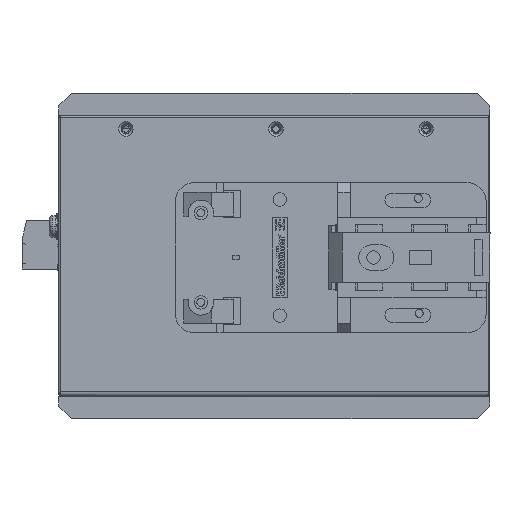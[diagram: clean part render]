
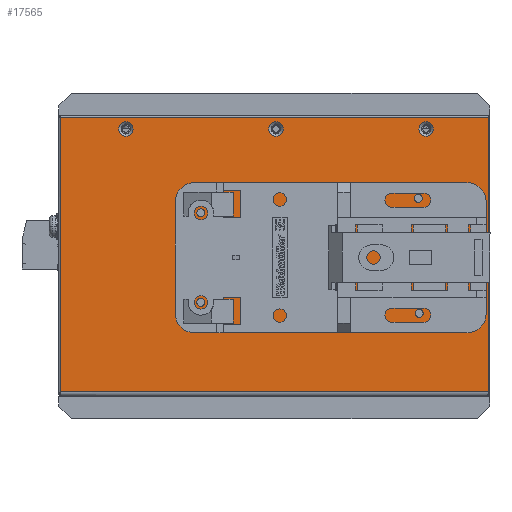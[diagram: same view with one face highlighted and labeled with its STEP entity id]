
A CAD part, front view. The second image highlights one B-rep face of the part: STEP entity #17565.
In plain terms, the highlighted planar face has unit normal (0, -1, 0).
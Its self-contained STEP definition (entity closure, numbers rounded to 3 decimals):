
#14749=DIRECTION('',(-1.,0.,0.));
#14750=VECTOR('',#14749,134.);
#14751=CARTESIAN_POINT('',(66.578,-98.215,87.5));
#14752=LINE('',#14751,#14750);
#14772=DIRECTION('',(0.,0.,1.));
#14773=VECTOR('',#14772,86.);
#14774=CARTESIAN_POINT('',(66.578,-98.215,1.5));
#14775=LINE('',#14774,#14773);
#15359=DIRECTION('',(1.,0.,0.));
#15360=VECTOR('',#15359,134.);
#15361=CARTESIAN_POINT('',(-67.422,-98.215,1.5));
#15362=LINE('',#15361,#15360);
#15363=CARTESIAN_POINT('',(66.578,-98.215,1.5));
#15397=CARTESIAN_POINT('',(44.624,-98.215,
62.029));
#15398=DIRECTION('',(0.,-1.,0.));
#15399=DIRECTION('',(0.,0.,-1.));
#15400=AXIS2_PLACEMENT_3D('',#15397,#15398,#15399);
#15402=CARTESIAN_POINT('',(44.624,-98.215,
62.029));
#15403=DIRECTION('',(0.,-1.,0.));
#15404=DIRECTION('',(0.,0.,1.));
#15405=AXIS2_PLACEMENT_3D('',#15402,#15403,#15404);
#15407=CARTESIAN_POINT('',(44.878,-98.215,
26.03));
#15408=DIRECTION('',(0.,-1.,0.));
#15409=DIRECTION('',(0.,0.,-1.));
#15410=AXIS2_PLACEMENT_3D('',#15407,#15408,#15409);
#15412=CARTESIAN_POINT('',(44.878,-98.215,
26.03));
#15413=DIRECTION('',(0.,-1.,0.));
#15414=DIRECTION('',(0.,0.,1.));
#15415=AXIS2_PLACEMENT_3D('',#15412,#15413,#15414);
#15417=CARTESIAN_POINT('',(-23.42,-98.215,57.5));
#15418=DIRECTION('',(0.,-1.,0.));
#15419=DIRECTION('',(0.,0.,-1.));
#15420=AXIS2_PLACEMENT_3D('',#15417,#15418,#15419);
#15422=CARTESIAN_POINT('',(-23.42,-98.215,57.5));
#15423=DIRECTION('',(0.,-1.,0.));
#15424=DIRECTION('',(0.,0.,1.));
#15425=AXIS2_PLACEMENT_3D('',#15422,#15423,#15424);
#15427=CARTESIAN_POINT('',(-23.42,-98.215,29.5));
#15428=DIRECTION('',(0.,-1.,0.));
#15429=DIRECTION('',(0.,0.,-1.));
#15430=AXIS2_PLACEMENT_3D('',#15427,#15428,#15429);
#15432=CARTESIAN_POINT('',(-23.42,-98.215,29.5));
#15433=DIRECTION('',(0.,-1.,0.));
#15434=DIRECTION('',(0.,0.,1.));
#15435=AXIS2_PLACEMENT_3D('',#15432,#15433,#15434);
#15437=CARTESIAN_POINT('',(47.085,-98.215,83.75));
#15438=DIRECTION('',(0.,-1.,0.));
#15439=DIRECTION('',(0.,0.,-1.));
#15440=AXIS2_PLACEMENT_3D('',#15437,#15438,#15439);
#15442=CARTESIAN_POINT('',(47.085,-98.215,83.75));
#15443=DIRECTION('',(0.,-1.,0.));
#15444=DIRECTION('',(0.,0.,1.));
#15445=AXIS2_PLACEMENT_3D('',#15442,#15443,#15444);
#15447=CARTESIAN_POINT('',(-46.915,-98.215,83.75));
#15448=DIRECTION('',(0.,-1.,0.));
#15449=DIRECTION('',(0.,0.,-1.));
#15450=AXIS2_PLACEMENT_3D('',#15447,#15448,#15449);
#15452=CARTESIAN_POINT('',(-46.915,-98.215,83.75));
#15453=DIRECTION('',(0.,-1.,0.));
#15454=DIRECTION('',(0.,0.,1.));
#15455=AXIS2_PLACEMENT_3D('',#15452,#15453,#15454);
#15457=CARTESIAN_POINT('',(0.085,-98.215,83.75));
#15458=DIRECTION('',(0.,-1.,0.));
#15459=DIRECTION('',(0.,0.,-1.));
#15460=AXIS2_PLACEMENT_3D('',#15457,#15458,#15459);
#15462=CARTESIAN_POINT('',(0.085,-98.215,83.75));
#15463=DIRECTION('',(0.,-1.,0.));
#15464=DIRECTION('',(0.,0.,1.));
#15465=AXIS2_PLACEMENT_3D('',#15462,#15463,#15464);
#15471=DIRECTION('',(0.,0.,-1.));
#15472=VECTOR('',#15471,86.);
#15473=CARTESIAN_POINT('',(-67.422,-98.215,87.5));
#15474=LINE('',#15473,#15472);
#16115=CARTESIAN_POINT('',(44.878,-98.215,
24.78));
#16116=VERTEX_POINT('',#16115);
#16117=CARTESIAN_POINT('',(44.878,-98.215,
27.28));
#16118=VERTEX_POINT('',#16117);
#16159=CARTESIAN_POINT('',(66.578,-98.215,87.5));
#16160=VERTEX_POINT('',#16159);
#16161=CARTESIAN_POINT('',(-67.422,-98.215,87.5));
#16162=VERTEX_POINT('',#16161);
#16167=VERTEX_POINT('',#15363);
#16359=CARTESIAN_POINT('',(-67.422,-98.215,1.5));
#16360=VERTEX_POINT('',#16359);
#16361=CARTESIAN_POINT('',(44.624,-98.215,
60.779));
#16362=CARTESIAN_POINT('',(44.624,-98.215,
63.279));
#16363=VERTEX_POINT('',#16361);
#16364=VERTEX_POINT('',#16362);
#16365=CARTESIAN_POINT('',(-23.42,-98.215,56.25));
#16366=CARTESIAN_POINT('',(-23.42,-98.215,58.75));
#16367=VERTEX_POINT('',#16365);
#16368=VERTEX_POINT('',#16366);
#16369=CARTESIAN_POINT('',(-23.42,-98.215,28.25));
#16370=CARTESIAN_POINT('',(-23.42,-98.215,30.75));
#16371=VERTEX_POINT('',#16369);
#16372=VERTEX_POINT('',#16370);
#16373=CARTESIAN_POINT('',(47.085,-98.215,81.5));
#16374=CARTESIAN_POINT('',(47.085,-98.215,86.));
#16375=VERTEX_POINT('',#16373);
#16376=VERTEX_POINT('',#16374);
#16377=CARTESIAN_POINT('',(-46.915,-98.215,81.5));
#16378=CARTESIAN_POINT('',(-46.915,-98.215,86.));
#16379=VERTEX_POINT('',#16377);
#16380=VERTEX_POINT('',#16378);
#16381=CARTESIAN_POINT('',(0.085,-98.215,81.5));
#16382=CARTESIAN_POINT('',(0.085,-98.215,86.));
#16383=VERTEX_POINT('',#16381);
#16384=VERTEX_POINT('',#16382);
#17512=CARTESIAN_POINT('',(65.578,-98.215,1.));
#17513=DIRECTION('',(0.,-1.,0.));
#17514=DIRECTION('',(0.,0.,-1.));
#17515=AXIS2_PLACEMENT_3D('',#17512,#17513,#17514);
#17516=PLANE('',#17515);
#17517=ORIENTED_EDGE('',*,*,#16596,.F.);
#17518=ORIENTED_EDGE('',*,*,#16626,.F.);
#17519=ORIENTED_EDGE('',*,*,#17501,.F.);
#17521=ORIENTED_EDGE('',*,*,#17520,.F.);
#17522=EDGE_LOOP('',(#17517,#17518,#17519,#17521));
#17523=FACE_OUTER_BOUND('',#17522,.F.);
#17525=ORIENTED_EDGE('',*,*,#17524,.T.);
#17527=ORIENTED_EDGE('',*,*,#17526,.T.);
#17528=EDGE_LOOP('',(#17525,#17527));
#17529=FACE_BOUND('',#17528,.F.);
#17531=ORIENTED_EDGE('',*,*,#17530,.T.);
#17532=ORIENTED_EDGE('',*,*,#16506,.T.);
#17533=EDGE_LOOP('',(#17531,#17532));
#17534=FACE_BOUND('',#17533,.F.);
#17536=ORIENTED_EDGE('',*,*,#17535,.T.);
#17538=ORIENTED_EDGE('',*,*,#17537,.T.);
#17539=EDGE_LOOP('',(#17536,#17538));
#17540=FACE_BOUND('',#17539,.F.);
#17542=ORIENTED_EDGE('',*,*,#17541,.T.);
#17544=ORIENTED_EDGE('',*,*,#17543,.T.);
#17545=EDGE_LOOP('',(#17542,#17544));
#17546=FACE_BOUND('',#17545,.F.);
#17548=ORIENTED_EDGE('',*,*,#17547,.T.);
#17550=ORIENTED_EDGE('',*,*,#17549,.T.);
#17551=EDGE_LOOP('',(#17548,#17550));
#17552=FACE_BOUND('',#17551,.F.);
#17554=ORIENTED_EDGE('',*,*,#17553,.T.);
#17556=ORIENTED_EDGE('',*,*,#17555,.T.);
#17557=EDGE_LOOP('',(#17554,#17556));
#17558=FACE_BOUND('',#17557,.F.);
#17560=ORIENTED_EDGE('',*,*,#17559,.T.);
#17562=ORIENTED_EDGE('',*,*,#17561,.T.);
#17563=EDGE_LOOP('',(#17560,#17562));
#17564=FACE_BOUND('',#17563,.F.);
#15401=CIRCLE('',#15400,1.25);
#15406=CIRCLE('',#15405,1.25);
#15411=CIRCLE('',#15410,1.25);
#15416=CIRCLE('',#15415,1.25);
#15421=CIRCLE('',#15420,1.25);
#15426=CIRCLE('',#15425,1.25);
#15431=CIRCLE('',#15430,1.25);
#15436=CIRCLE('',#15435,1.25);
#15441=CIRCLE('',#15440,2.25);
#15446=CIRCLE('',#15445,2.25);
#15451=CIRCLE('',#15450,2.25);
#15456=CIRCLE('',#15455,2.25);
#15461=CIRCLE('',#15460,2.25);
#15466=CIRCLE('',#15465,2.25);
#16506=EDGE_CURVE('',#16118,#16116,#15416,.T.);
#16596=EDGE_CURVE('',#16160,#16162,#14752,.T.);
#16626=EDGE_CURVE('',#16167,#16160,#14775,.T.);
#17501=EDGE_CURVE('',#16360,#16167,#15362,.T.);
#17520=EDGE_CURVE('',#16162,#16360,#15474,.T.);
#17524=EDGE_CURVE('',#16363,#16364,#15401,.T.);
#17526=EDGE_CURVE('',#16364,#16363,#15406,.T.);
#17530=EDGE_CURVE('',#16116,#16118,#15411,.T.);
#17535=EDGE_CURVE('',#16367,#16368,#15421,.T.);
#17537=EDGE_CURVE('',#16368,#16367,#15426,.T.);
#17541=EDGE_CURVE('',#16371,#16372,#15431,.T.);
#17543=EDGE_CURVE('',#16372,#16371,#15436,.T.);
#17547=EDGE_CURVE('',#16375,#16376,#15441,.T.);
#17549=EDGE_CURVE('',#16376,#16375,#15446,.T.);
#17553=EDGE_CURVE('',#16379,#16380,#15451,.T.);
#17555=EDGE_CURVE('',#16380,#16379,#15456,.T.);
#17559=EDGE_CURVE('',#16383,#16384,#15461,.T.);
#17561=EDGE_CURVE('',#16384,#16383,#15466,.T.);
#17565=ADVANCED_FACE('',(#17523,#17529,#17534,#17540,#17546,#17552,#17558,
#17564),#17516,.T.);
